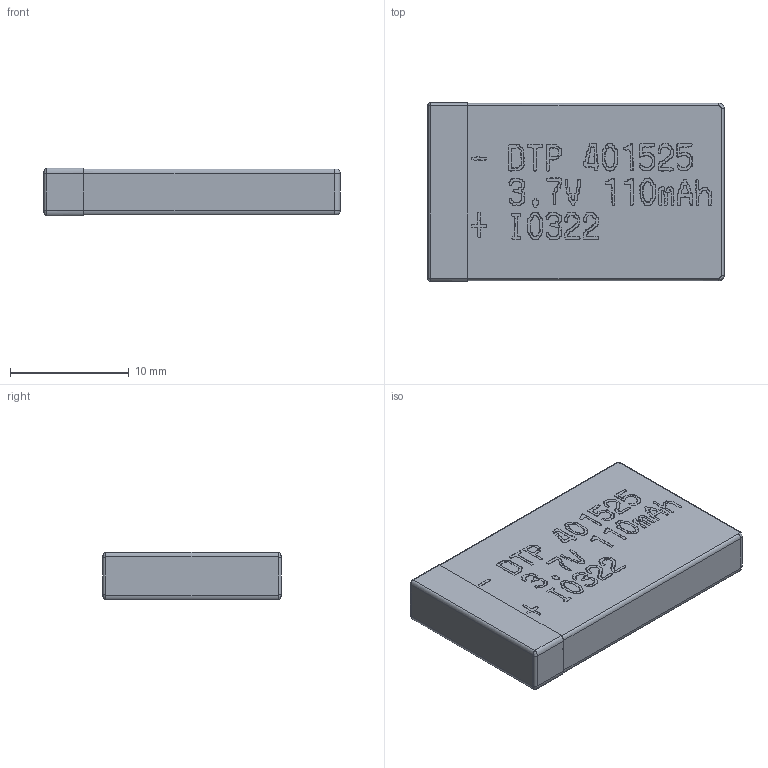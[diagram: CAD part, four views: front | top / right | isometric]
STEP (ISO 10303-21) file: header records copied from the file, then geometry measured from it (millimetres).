
FILE_DESCRIPTION(('FreeCAD Model'),'2;1');
FILE_NAME('Open CASCADE Shape Model','2025-05-25T08:53:27',(''),(''), 'Open CASCADE STEP processor 7.6','FreeCAD','Unknown');
FILE_SCHEMA(('AUTOMOTIVE_DESIGN { 1 0 10303 214 1 1 1 1 }'));
Length unit declared in the file: millimetre
Products named in the file (6): Unnamed1; ShapeString; ShapeString001; ShapeString002; kapton; battery
Assembly tree (5 placements, depth 2):
  Unnamed1
    ShapeString
    ShapeString001
    ShapeString002
    kapton
    battery
Bounding box: 24.96 x 15.05 x 4 mm (x, y, z)
Surface area: 1057.9 mm2 (no closed solid volume)
Topology: 0 solids, 30 shells, 64 faces, 5172 edges, 5134 vertices
Faces by surface type: bspline 36, plane 28
Entity records: 42359 total; most frequent: CARTESIAN_POINT 17550, ORIENTED_EDGE 5238, EDGE_CURVE 5168, VERTEX_POINT 5134, B_SPLINE_CURVE_WITH_KNOTS 3438, DIRECTION 1754, LINE 1686, VECTOR 1686
